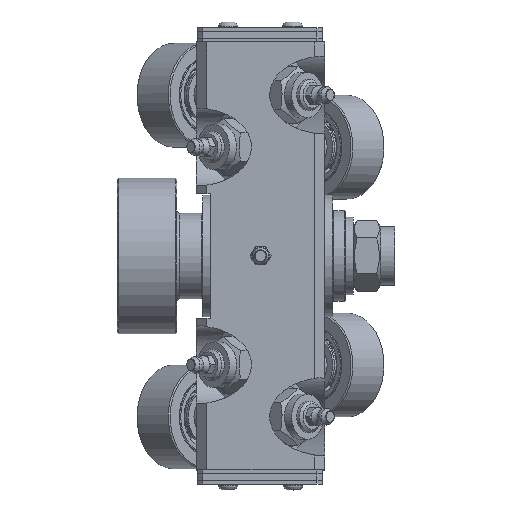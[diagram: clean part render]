
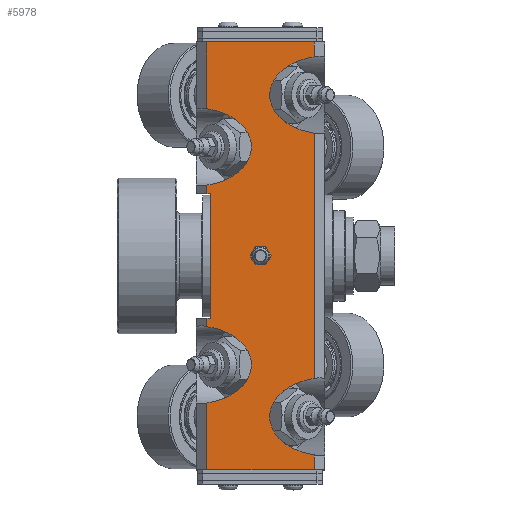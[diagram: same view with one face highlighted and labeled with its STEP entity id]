
A CAD part, top view. The second image highlights one B-rep face of the part: STEP entity #5978.
In plain terms, the highlighted planar face has unit normal (0, 0, 1).
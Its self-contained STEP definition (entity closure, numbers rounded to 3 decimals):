
#391=ELLIPSE('',#6800,21.213,15.);
#392=ELLIPSE('',#6805,21.213,15.);
#394=ELLIPSE('',#6813,21.213,15.);
#395=ELLIPSE('',#6814,21.213,15.);
#396=ELLIPSE('',#6815,21.213,15.);
#397=ELLIPSE('',#6816,21.213,15.);
#410=FACE_BOUND('',#1046,.T.);
#519=PLANE('',#6812);
#700=FACE_OUTER_BOUND('',#1045,.T.);
#1045=EDGE_LOOP('',(#4357,#4358,#4359,#4360,#4361,#4362,#4363,#4364,#4365,
#4366,#4367,#4368,#4369,#4370,#4371,#4372,#4373,#4374));
#1046=EDGE_LOOP('',(#4375));
#1433=CIRCLE('',#6743,2.459);
#1874=LINE('',#9585,#2222);
#1880=LINE('',#9596,#2228);
#1885=LINE('',#9620,#2233);
#1907=LINE('',#9701,#2255);
#1909=LINE('',#9708,#2257);
#1929=LINE('',#10265,#2277);
#1943=LINE('',#10349,#2291);
#1944=LINE('',#10351,#2292);
#1945=LINE('',#10357,#2293);
#1946=LINE('',#10363,#2294);
#1947=LINE('',#10365,#2295);
#1948=LINE('',#10366,#2296);
#2222=VECTOR('',#7467,10.);
#2228=VECTOR('',#7475,10.);
#2233=VECTOR('',#7482,10.);
#2255=VECTOR('',#7548,10.);
#2257=VECTOR('',#7556,10.);
#2277=VECTOR('',#7656,10.);
#2291=VECTOR('',#7772,10.);
#2292=VECTOR('',#7773,10.);
#2293=VECTOR('',#7778,10.);
#2294=VECTOR('',#7783,10.);
#2295=VECTOR('',#7784,10.);
#2296=VECTOR('',#7785,10.);
#2582=VERTEX_POINT('',#9582);
#2583=VERTEX_POINT('',#9584);
#2587=VERTEX_POINT('',#9594);
#2591=VERTEX_POINT('',#9618);
#2628=VERTEX_POINT('',#9700);
#2630=VERTEX_POINT('',#9706);
#2647=VERTEX_POINT('',#9864);
#2661=VERTEX_POINT('',#10262);
#2662=VERTEX_POINT('',#10264);
#2677=VERTEX_POINT('',#10328);
#2679=VERTEX_POINT('',#10336);
#2682=VERTEX_POINT('',#10350);
#2683=VERTEX_POINT('',#10352);
#2684=VERTEX_POINT('',#10354);
#2685=VERTEX_POINT('',#10356);
#2686=VERTEX_POINT('',#10358);
#2687=VERTEX_POINT('',#10360);
#2688=VERTEX_POINT('',#10362);
#2689=VERTEX_POINT('',#10364);
#3184=EDGE_CURVE('',#2583,#2582,#1874,.T.);
#3190=EDGE_CURVE('',#2582,#2587,#1880,.T.);
#3196=EDGE_CURVE('',#2587,#2591,#1885,.T.);
#3236=EDGE_CURVE('',#2583,#2628,#1907,.T.);
#3240=EDGE_CURVE('',#2630,#2591,#1909,.T.);
#3265=EDGE_CURVE('',#2647,#2647,#1433,.T.);
#3292=EDGE_CURVE('',#2661,#2662,#1929,.T.);
#3325=EDGE_CURVE('',#2677,#2628,#391,.T.);
#3329=EDGE_CURVE('',#2630,#2679,#392,.T.);
#3336=EDGE_CURVE('',#2662,#2679,#1943,.T.);
#3337=EDGE_CURVE('',#2682,#2661,#1944,.T.);
#3338=EDGE_CURVE('',#2682,#2683,#394,.T.);
#3339=EDGE_CURVE('',#2683,#2684,#395,.T.);
#3340=EDGE_CURVE('',#2685,#2684,#1945,.T.);
#3341=EDGE_CURVE('',#2685,#2686,#396,.T.);
#3342=EDGE_CURVE('',#2686,#2687,#397,.T.);
#3343=EDGE_CURVE('',#2688,#2687,#1946,.T.);
#3344=EDGE_CURVE('',#2689,#2688,#1947,.T.);
#3345=EDGE_CURVE('',#2677,#2689,#1948,.T.);
#4357=ORIENTED_EDGE('',*,*,#3196,.T.);
#4358=ORIENTED_EDGE('',*,*,#3240,.F.);
#4359=ORIENTED_EDGE('',*,*,#3329,.T.);
#4360=ORIENTED_EDGE('',*,*,#3336,.F.);
#4361=ORIENTED_EDGE('',*,*,#3292,.F.);
#4362=ORIENTED_EDGE('',*,*,#3337,.F.);
#4363=ORIENTED_EDGE('',*,*,#3338,.T.);
#4364=ORIENTED_EDGE('',*,*,#3339,.T.);
#4365=ORIENTED_EDGE('',*,*,#3340,.F.);
#4366=ORIENTED_EDGE('',*,*,#3341,.T.);
#4367=ORIENTED_EDGE('',*,*,#3342,.T.);
#4368=ORIENTED_EDGE('',*,*,#3343,.F.);
#4369=ORIENTED_EDGE('',*,*,#3344,.F.);
#4370=ORIENTED_EDGE('',*,*,#3345,.F.);
#4371=ORIENTED_EDGE('',*,*,#3325,.T.);
#4372=ORIENTED_EDGE('',*,*,#3236,.F.);
#4373=ORIENTED_EDGE('',*,*,#3184,.T.);
#4374=ORIENTED_EDGE('',*,*,#3190,.T.);
#4375=ORIENTED_EDGE('',*,*,#3265,.T.);
#5978=ADVANCED_FACE('',(#700,#410),#519,.T.);
#6743=AXIS2_PLACEMENT_3D('',#9865,#7606,#7607);
#6800=AXIS2_PLACEMENT_3D('',#10329,#7743,#7744);
#6805=AXIS2_PLACEMENT_3D('',#10337,#7754,#7755);
#6812=AXIS2_PLACEMENT_3D('',#10348,#7770,#7771);
#6813=AXIS2_PLACEMENT_3D('',#10353,#7774,#7775);
#6814=AXIS2_PLACEMENT_3D('',#10355,#7776,#7777);
#6815=AXIS2_PLACEMENT_3D('',#10359,#7779,#7780);
#6816=AXIS2_PLACEMENT_3D('',#10361,#7781,#7782);
#7467=DIRECTION('',(1.,0.,0.));
#7475=DIRECTION('',(0.,-1.,0.));
#7482=DIRECTION('',(-1.,0.,0.));
#7548=DIRECTION('',(0.,1.,0.));
#7556=DIRECTION('',(0.,1.,0.));
#7606=DIRECTION('center_axis',(0.,0.,-1.));
#7607=DIRECTION('ref_axis',(1.,0.,0.));
#7656=DIRECTION('',(-1.,0.,0.));
#7743=DIRECTION('center_axis',(0.,0.,-1.));
#7744=DIRECTION('ref_axis',(1.,0.,0.));
#7754=DIRECTION('center_axis',(0.,0.,-1.));
#7755=DIRECTION('ref_axis',(1.,0.,0.));
#7770=DIRECTION('center_axis',(0.,0.,1.));
#7771=DIRECTION('ref_axis',(1.,0.,0.));
#7772=DIRECTION('',(0.,1.,0.));
#7773=DIRECTION('',(0.,-1.,0.));
#7774=DIRECTION('center_axis',(0.,0.,-1.));
#7775=DIRECTION('ref_axis',(1.,0.,0.));
#7776=DIRECTION('center_axis',(0.,0.,-1.));
#7777=DIRECTION('ref_axis',(1.,0.,0.));
#7778=DIRECTION('',(0.,-1.,0.));
#7779=DIRECTION('center_axis',(0.,0.,-1.));
#7780=DIRECTION('ref_axis',(1.,0.,0.));
#7781=DIRECTION('center_axis',(0.,0.,-1.));
#7782=DIRECTION('ref_axis',(1.,0.,0.));
#7783=DIRECTION('',(0.,-1.,0.));
#7784=DIRECTION('',(1.,0.,0.));
#7785=DIRECTION('',(0.,1.,0.));
#9582=CARTESIAN_POINT('',(-19.25,24.,24.75));
#9584=CARTESIAN_POINT('',(-20.714,24.,24.75));
#9585=CARTESIAN_POINT('',(-24.75,24.,24.75));
#9594=CARTESIAN_POINT('',(-19.25,-24.,24.75));
#9596=CARTESIAN_POINT('',(-19.25,0.,24.75));
#9618=CARTESIAN_POINT('',(-20.714,-24.,24.75));
#9620=CARTESIAN_POINT('',(-24.75,-24.,24.75));
#9700=CARTESIAN_POINT('',(-20.714,27.274,24.75));
#9701=CARTESIAN_POINT('',(-20.714,0.,24.75));
#9706=CARTESIAN_POINT('',(-20.714,-27.274,24.75));
#9708=CARTESIAN_POINT('',(-20.714,0.,24.75));
#9864=CARTESIAN_POINT('',(-2.459,0.,24.75));
#9865=CARTESIAN_POINT('Origin',(0.,0.,24.75));
#10262=CARTESIAN_POINT('',(20.714,-82.5,24.75));
#10264=CARTESIAN_POINT('',(-20.714,-82.5,24.75));
#10265=CARTESIAN_POINT('',(-24.75,-82.5,24.75));
#10328=CARTESIAN_POINT('',(-20.714,56.726,24.75));
#10329=CARTESIAN_POINT('Origin',(-24.75,42.,24.75));
#10336=CARTESIAN_POINT('',(-20.714,-56.726,24.75));
#10337=CARTESIAN_POINT('Origin',(-24.75,-42.,24.75));
#10348=CARTESIAN_POINT('Origin',(-24.75,0.,24.75));
#10349=CARTESIAN_POINT('',(-20.714,0.,24.75));
#10350=CARTESIAN_POINT('',(20.714,-76.726,24.75));
#10351=CARTESIAN_POINT('',(20.714,0.,24.75));
#10352=CARTESIAN_POINT('',(3.537,-62.,24.75));
#10353=CARTESIAN_POINT('Origin',(24.75,-62.,24.75));
#10354=CARTESIAN_POINT('',(20.714,-47.274,24.75));
#10355=CARTESIAN_POINT('Origin',(24.75,-62.,24.75));
#10356=CARTESIAN_POINT('',(20.714,47.274,24.75));
#10357=CARTESIAN_POINT('',(20.714,0.,24.75));
#10358=CARTESIAN_POINT('',(3.537,62.,24.75));
#10359=CARTESIAN_POINT('Origin',(24.75,62.,24.75));
#10360=CARTESIAN_POINT('',(20.714,76.726,24.75));
#10361=CARTESIAN_POINT('Origin',(24.75,62.,24.75));
#10362=CARTESIAN_POINT('',(20.714,82.5,24.75));
#10363=CARTESIAN_POINT('',(20.714,0.,24.75));
#10364=CARTESIAN_POINT('',(-20.714,82.5,24.75));
#10365=CARTESIAN_POINT('',(-24.75,82.5,24.75));
#10366=CARTESIAN_POINT('',(-20.714,0.,24.75));
